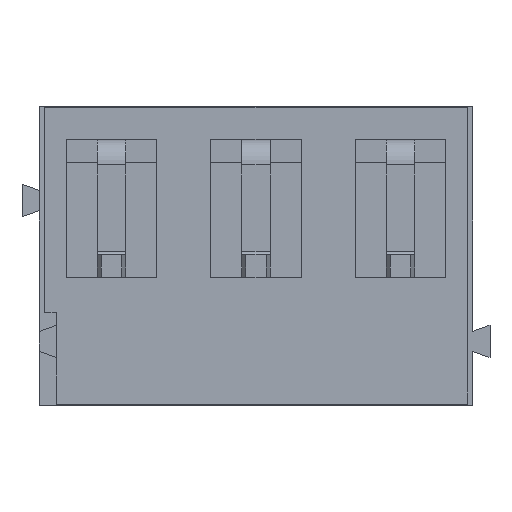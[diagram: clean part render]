
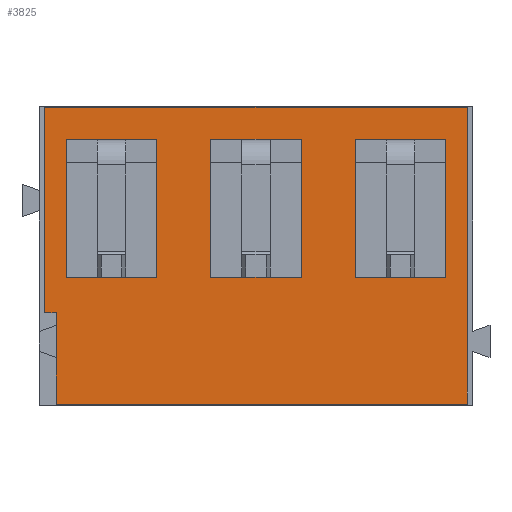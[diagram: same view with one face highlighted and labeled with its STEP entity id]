
A CAD part, front view. The second image highlights one B-rep face of the part: STEP entity #3825.
In plain terms, the highlighted planar face has unit normal (0, -1, 0).
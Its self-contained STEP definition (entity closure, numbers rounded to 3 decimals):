
#60 = VECTOR ( 'NONE', #2853, 1000. ) ;
#78 = VERTEX_POINT ( 'NONE', #159 ) ;
#159 = CARTESIAN_POINT ( 'NONE',  ( -1.585, 0., 4.45 ) ) ;
#199 = VERTEX_POINT ( 'NONE', #5592 ) ;
#233 = DIRECTION ( 'NONE',  ( -1., 0., 0. ) ) ;
#266 = EDGE_CURVE ( 'NONE', #1837, #3636, #2271, .T. ) ;
#284 = CARTESIAN_POINT ( 'NONE',  ( 1.585, 0., -0.4 ) ) ;
#304 = LINE ( 'NONE', #397, #3841 ) ;
#344 = DIRECTION ( 'NONE',  ( 0., 0., 1. ) ) ;
#347 = VECTOR ( 'NONE', #2101, 1000. ) ;
#397 = CARTESIAN_POINT ( 'NONE',  ( 1.585, 0., 4.45 ) ) ;
#422 = LINE ( 'NONE', #2847, #3563 ) ;
#453 = DIRECTION ( 'NONE',  ( 0., 0., 1. ) ) ;
#456 = VECTOR ( 'NONE', #4964, 1000. ) ;
#526 = VERTEX_POINT ( 'NONE', #2703 ) ;
#536 = CARTESIAN_POINT ( 'NONE',  ( -1.94, 0., -4.85 ) ) ;
#556 = LINE ( 'NONE', #6164, #4456 ) ;
#575 = LINE ( 'NONE', #3887, #1852 ) ;
#606 = DIRECTION ( 'NONE',  ( 0., 0., -1. ) ) ;
#634 = ORIENTED_EDGE ( 'NONE', *, *, #2518, .F. ) ;
#767 = VERTEX_POINT ( 'NONE', #3406 ) ;
#966 = EDGE_CURVE ( 'NONE', #1636, #2143, #2174, .T. ) ;
#988 = ORIENTED_EDGE ( 'NONE', *, *, #3221, .F. ) ;
#1071 = CARTESIAN_POINT ( 'NONE',  ( 12.5, 0., -4.85 ) ) ;
#1082 = CARTESIAN_POINT ( 'NONE',  ( 6.665, 0., 4.45 ) ) ;
#1108 = CARTESIAN_POINT ( 'NONE',  ( 8.575, 0., 4.45 ) ) ;
#1125 = VERTEX_POINT ( 'NONE', #2894 ) ;
#1149 = VECTOR ( 'NONE', #233, 1000. ) ;
#1180 = LINE ( 'NONE', #4915, #347 ) ;
#1245 = VERTEX_POINT ( 'NONE', #3050 ) ;
#1262 = CARTESIAN_POINT ( 'NONE',  ( 1.585, 0., -0.4 ) ) ;
#1379 = VERTEX_POINT ( 'NONE', #4576 ) ;
#1385 = ORIENTED_EDGE ( 'NONE', *, *, #4257, .F. ) ;
#1398 = DIRECTION ( 'NONE',  ( 1., 0., 0. ) ) ;
#1403 = EDGE_CURVE ( 'NONE', #78, #1636, #3115, .T. ) ;
#1454 = VECTOR ( 'NONE', #6016, 1000. ) ;
#1478 = VERTEX_POINT ( 'NONE', #6131 ) ;
#1504 = ORIENTED_EDGE ( 'NONE', *, *, #4293, .T. ) ;
#1573 = ORIENTED_EDGE ( 'NONE', *, *, #1692, .F. ) ;
#1636 = VERTEX_POINT ( 'NONE', #4986 ) ;
#1692 = EDGE_CURVE ( 'NONE', #2143, #3478, #304, .T. ) ;
#1837 = VERTEX_POINT ( 'NONE', #3710 ) ;
#1852 = VECTOR ( 'NONE', #4880, 1000. ) ;
#1915 = ORIENTED_EDGE ( 'NONE', *, *, #266, .F. ) ;
#1959 = CARTESIAN_POINT ( 'NONE',  ( 12.7, 0., -4.9 ) ) ;
#1982 = ORIENTED_EDGE ( 'NONE', *, *, #4121, .F. ) ;
#1996 = VECTOR ( 'NONE', #344, 1000. ) ;
#2047 = ORIENTED_EDGE ( 'NONE', *, *, #4995, .T. ) ;
#2056 = CARTESIAN_POINT ( 'NONE',  ( 11.745, 0., 4.45 ) ) ;
#2059 = ORIENTED_EDGE ( 'NONE', *, *, #5122, .T. ) ;
#2101 = DIRECTION ( 'NONE',  ( -1., 0., 0. ) ) ;
#2115 = CARTESIAN_POINT ( 'NONE',  ( -2.34, 0., 5.575 ) ) ;
#2143 = VERTEX_POINT ( 'NONE', #284 ) ;
#2174 = LINE ( 'NONE', #1262, #5726 ) ;
#2207 = EDGE_LOOP ( 'NONE', ( #1915, #2047, #4470, #1504, #2059, #5752 ) ) ;
#2233 = DIRECTION ( 'NONE',  ( 0., 0., 1. ) ) ;
#2271 = LINE ( 'NONE', #4640, #1996 ) ;
#2317 = LINE ( 'NONE', #5229, #60 ) ;
#2370 = EDGE_CURVE ( 'NONE', #1125, #767, #2937, .T. ) ;
#2453 = VECTOR ( 'NONE', #3855, 1000. ) ;
#2510 = CARTESIAN_POINT ( 'NONE',  ( 3.495, 0., 4.45 ) ) ;
#2518 = EDGE_CURVE ( 'NONE', #3631, #3307, #2925, .T. ) ;
#2564 = ORIENTED_EDGE ( 'NONE', *, *, #3069, .F. ) ;
#2626 = LINE ( 'NONE', #2115, #1454 ) ;
#2642 = CARTESIAN_POINT ( 'NONE',  ( -1.585, 0., 4.45 ) ) ;
#2703 = CARTESIAN_POINT ( 'NONE',  ( -2.34, 0., 5.575 ) ) ;
#2716 = ORIENTED_EDGE ( 'NONE', *, *, #3171, .F. ) ;
#2846 = DIRECTION ( 'NONE',  ( 0., 0., 1. ) ) ;
#2847 = CARTESIAN_POINT ( 'NONE',  ( 6.665, 0., 4.45 ) ) ;
#2853 = DIRECTION ( 'NONE',  ( 0., 0., -1. ) ) ;
#2894 = CARTESIAN_POINT ( 'NONE',  ( 3.495, 0., -0.4 ) ) ;
#2917 = EDGE_LOOP ( 'NONE', ( #634, #2564, #3228, #3095 ) ) ;
#2923 = LINE ( 'NONE', #4823, #5156 ) ;
#2925 = LINE ( 'NONE', #3432, #5545 ) ;
#2937 = LINE ( 'NONE', #3448, #4338 ) ;
#2980 = DIRECTION ( 'NONE',  ( 0., 1., 0. ) ) ;
#3050 = CARTESIAN_POINT ( 'NONE',  ( 3.495, 0., 4.45 ) ) ;
#3069 = EDGE_CURVE ( 'NONE', #199, #3631, #4256, .T. ) ;
#3095 = ORIENTED_EDGE ( 'NONE', *, *, #5445, .F. ) ;
#3115 = LINE ( 'NONE', #2642, #3244 ) ;
#3171 = EDGE_CURVE ( 'NONE', #767, #4653, #422, .T. ) ;
#3208 = CARTESIAN_POINT ( 'NONE',  ( 12.5, 0., 5.575 ) ) ;
#3221 = EDGE_CURVE ( 'NONE', #1245, #1125, #5388, .T. ) ;
#3228 = ORIENTED_EDGE ( 'NONE', *, *, #4142, .F. ) ;
#3244 = VECTOR ( 'NONE', #4047, 1000. ) ;
#3306 = DIRECTION ( 'NONE',  ( -1., 0., 0. ) ) ;
#3307 = VERTEX_POINT ( 'NONE', #1108 ) ;
#3351 = EDGE_LOOP ( 'NONE', ( #1385, #2716, #3901, #988 ) ) ;
#3406 = CARTESIAN_POINT ( 'NONE',  ( 6.665, 0., -0.4 ) ) ;
#3422 = CARTESIAN_POINT ( 'NONE',  ( 11.745, 0., 4.45 ) ) ;
#3432 = CARTESIAN_POINT ( 'NONE',  ( 11.745, 0., 4.45 ) ) ;
#3434 = EDGE_LOOP ( 'NONE', ( #1982, #1573, #5302, #3477 ) ) ;
#3448 = CARTESIAN_POINT ( 'NONE',  ( 6.665, 0., -0.4 ) ) ;
#3477 = ORIENTED_EDGE ( 'NONE', *, *, #1403, .F. ) ;
#3478 = VERTEX_POINT ( 'NONE', #4688 ) ;
#3518 = FACE_OUTER_BOUND ( 'NONE', #2207, .T. ) ;
#3521 = DIRECTION ( 'NONE',  ( 0., 0., -1. ) ) ;
#3563 = VECTOR ( 'NONE', #453, 1000. ) ;
#3580 = EDGE_CURVE ( 'NONE', #1379, #3636, #575, .T. ) ;
#3631 = VERTEX_POINT ( 'NONE', #2056 ) ;
#3636 = VERTEX_POINT ( 'NONE', #5565 ) ;
#3710 = CARTESIAN_POINT ( 'NONE',  ( -1.94, 0., -4.85 ) ) ;
#3825 = ADVANCED_FACE ( 'NONE', ( #4843, #4786, #4347, #3518 ), #4906, .F. ) ;
#3841 = VECTOR ( 'NONE', #2233, 1000. ) ;
#3855 = DIRECTION ( 'NONE',  ( 0., 0., 1. ) ) ;
#3887 = CARTESIAN_POINT ( 'NONE',  ( -2.34, 0., -1.65 ) ) ;
#3901 = ORIENTED_EDGE ( 'NONE', *, *, #2370, .F. ) ;
#3961 = AXIS2_PLACEMENT_3D ( 'NONE', #1959, #2980, #606 ) ;
#4047 = DIRECTION ( 'NONE',  ( 0., 0., -1. ) ) ;
#4053 = VECTOR ( 'NONE', #3521, 1000. ) ;
#4121 = EDGE_CURVE ( 'NONE', #3478, #78, #556, .T. ) ;
#4142 = EDGE_CURVE ( 'NONE', #1478, #199, #2923, .T. ) ;
#4193 = CARTESIAN_POINT ( 'NONE',  ( 12.5, 0., 5.575 ) ) ;
#4219 = LINE ( 'NONE', #6123, #4365 ) ;
#4256 = LINE ( 'NONE', #3422, #2453 ) ;
#4257 = EDGE_CURVE ( 'NONE', #4653, #1245, #1180, .T. ) ;
#4265 = DIRECTION ( 'NONE',  ( -1., 0., 0. ) ) ;
#4293 = EDGE_CURVE ( 'NONE', #4771, #526, #5520, .T. ) ;
#4338 = VECTOR ( 'NONE', #5283, 1000. ) ;
#4347 = FACE_BOUND ( 'NONE', #2917, .T. ) ;
#4365 = VECTOR ( 'NONE', #2846, 1000. ) ;
#4456 = VECTOR ( 'NONE', #4265, 1000. ) ;
#4470 = ORIENTED_EDGE ( 'NONE', *, *, #6073, .T. ) ;
#4576 = CARTESIAN_POINT ( 'NONE',  ( -2.34, 0., -1.65 ) ) ;
#4640 = CARTESIAN_POINT ( 'NONE',  ( -1.94, 0., -3.218 ) ) ;
#4653 = VERTEX_POINT ( 'NONE', #1082 ) ;
#4688 = CARTESIAN_POINT ( 'NONE',  ( 1.585, 0., 4.45 ) ) ;
#4771 = VERTEX_POINT ( 'NONE', #4193 ) ;
#4786 = FACE_BOUND ( 'NONE', #3434, .T. ) ;
#4823 = CARTESIAN_POINT ( 'NONE',  ( 11.745, 0., -0.4 ) ) ;
#4843 = FACE_BOUND ( 'NONE', #3351, .T. ) ;
#4880 = DIRECTION ( 'NONE',  ( 1., 0., 0. ) ) ;
#4906 = PLANE ( 'NONE',  #3961 ) ;
#4915 = CARTESIAN_POINT ( 'NONE',  ( 6.665, 0., 4.45 ) ) ;
#4964 = DIRECTION ( 'NONE',  ( 1., 0., 0. ) ) ;
#4986 = CARTESIAN_POINT ( 'NONE',  ( -1.585, 0., -0.4 ) ) ;
#4995 = EDGE_CURVE ( 'NONE', #1837, #5068, #5442, .T. ) ;
#5022 = DIRECTION ( 'NONE',  ( 1., 0., 0. ) ) ;
#5068 = VERTEX_POINT ( 'NONE', #1071 ) ;
#5122 = EDGE_CURVE ( 'NONE', #526, #1379, #2626, .T. ) ;
#5156 = VECTOR ( 'NONE', #1398, 1000. ) ;
#5229 = CARTESIAN_POINT ( 'NONE',  ( 8.575, 0., 4.45 ) ) ;
#5283 = DIRECTION ( 'NONE',  ( 1., 0., 0. ) ) ;
#5302 = ORIENTED_EDGE ( 'NONE', *, *, #966, .F. ) ;
#5388 = LINE ( 'NONE', #2510, #4053 ) ;
#5442 = LINE ( 'NONE', #536, #456 ) ;
#5445 = EDGE_CURVE ( 'NONE', #3307, #1478, #2317, .T. ) ;
#5520 = LINE ( 'NONE', #3208, #1149 ) ;
#5545 = VECTOR ( 'NONE', #3306, 1000. ) ;
#5565 = CARTESIAN_POINT ( 'NONE',  ( -1.94, 0., -1.65 ) ) ;
#5592 = CARTESIAN_POINT ( 'NONE',  ( 11.745, 0., -0.4 ) ) ;
#5726 = VECTOR ( 'NONE', #5022, 1000. ) ;
#5752 = ORIENTED_EDGE ( 'NONE', *, *, #3580, .T. ) ;
#6016 = DIRECTION ( 'NONE',  ( 0., 0., -1. ) ) ;
#6073 = EDGE_CURVE ( 'NONE', #5068, #4771, #4219, .T. ) ;
#6123 = CARTESIAN_POINT ( 'NONE',  ( 12.5, 0., -4.85 ) ) ;
#6131 = CARTESIAN_POINT ( 'NONE',  ( 8.575, 0., -0.4 ) ) ;
#6164 = CARTESIAN_POINT ( 'NONE',  ( 1.585, 0., 4.45 ) ) ;
